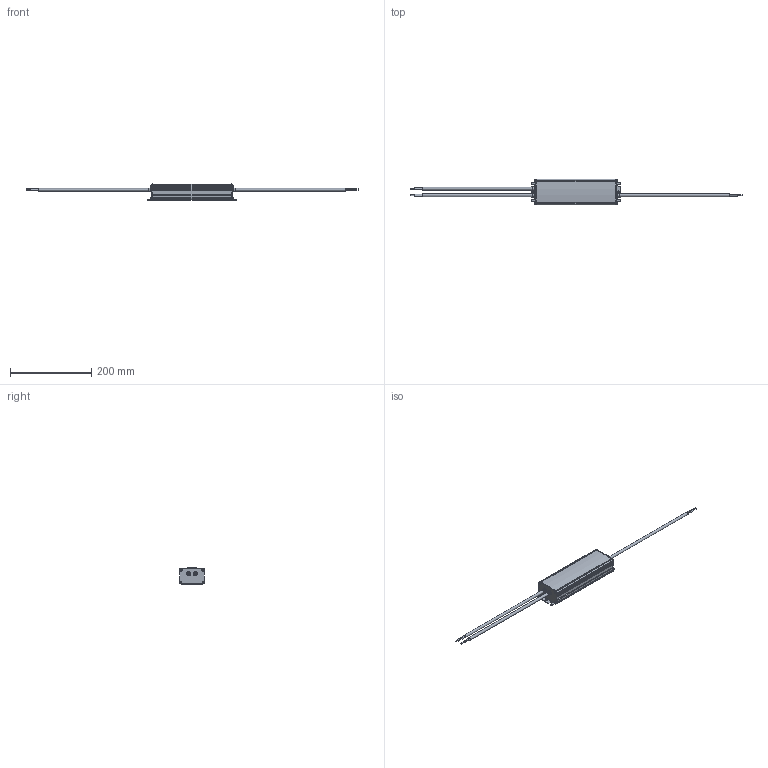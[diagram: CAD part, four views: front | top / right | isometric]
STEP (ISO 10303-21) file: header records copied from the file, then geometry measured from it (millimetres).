
FILE_DESCRIPTION(('STEP AP214'), '1');
FILE_NAME('ﾈﾏﾑ 210-700ﾒﾓ IP67 5602', '', ('UNSPECIFIED'), ('UNSPECIFIED'), 'C3D Converter', 'C3D Toolkit', '');
FILE_SCHEMA(('AUTOMOTIVE_DESIGN { 1 0 10303 214 3 1 1}'));
Length unit declared in the file: millimetre
Products named in the file (1): ИПС
Bounding box: 818 x 63.4 x 39.91 mm (x, y, z)
Volume: 498243.3 mm3; surface area: 74092.6 mm2
Topology: 1 solids, 1 shells, 594 faces, 1608 edges, 1052 vertices
Faces by surface type: plane 327, cylinder 202, bspline 32, torus 18, sphere 8, cone 7
Full cylindrical faces by diameter (mm): 1.2 x8, 2.15 x1, 2.4 x8, 5 x2, 5.6 x8, 6.5 x1, 6.8 x2, 10.9 x3
Entity records: 24908 total; most frequent: CARTESIAN_POINT 4997, DIRECTION 3234, ORIENTED_EDGE 3084, EDGE_CURVE 1542, AXIS2_PLACEMENT_3D 1161, VERTEX_POINT 1052, LINE 912, VECTOR 912
